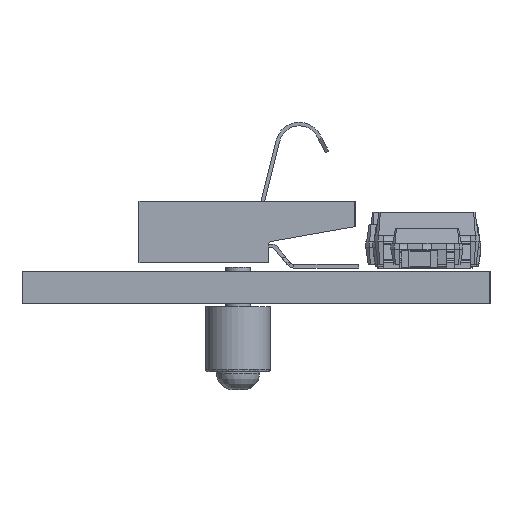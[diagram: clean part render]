
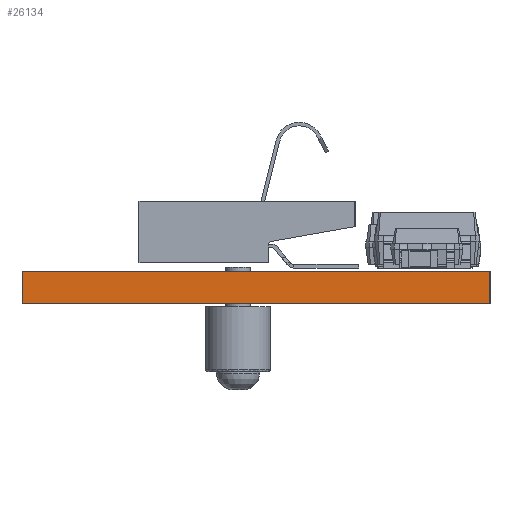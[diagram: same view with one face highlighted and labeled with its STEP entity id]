
A CAD part, left-side view. The second image highlights one B-rep face of the part: STEP entity #26134.
In plain terms, the highlighted planar face has unit normal (-1, 0, 0).
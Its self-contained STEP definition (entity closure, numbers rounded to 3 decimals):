
#24176 = EDGE_CURVE('',#24177,#24179,#24181,.T.);
#24177 = VERTEX_POINT('',#24178);
#24178 = CARTESIAN_POINT('',(57.,-100.,0.));
#24179 = VERTEX_POINT('',#24180);
#24180 = CARTESIAN_POINT('',(57.,-100.,0.91));
#24181 = LINE('',#24182,#24183);
#24182 = CARTESIAN_POINT('',(57.,-100.,0.));
#24183 = VECTOR('',#24184,1.);
#24184 = DIRECTION('',(0.,0.,1.));
#24240 = EDGE_CURVE('',#24241,#24177,#24243,.T.);
#24241 = VERTEX_POINT('',#24242);
#24242 = CARTESIAN_POINT('',(57.,-113.,0.));
#24243 = LINE('',#24244,#24245);
#24244 = CARTESIAN_POINT('',(57.,-113.,0.));
#24245 = VECTOR('',#24246,1.);
#24246 = DIRECTION('',(0.,1.,0.));
#25190 = EDGE_CURVE('',#25191,#24179,#25193,.T.);
#25191 = VERTEX_POINT('',#25192);
#25192 = CARTESIAN_POINT('',(57.,-113.,0.91));
#25193 = LINE('',#25194,#25195);
#25194 = CARTESIAN_POINT('',(57.,-113.,0.91));
#25195 = VECTOR('',#25196,1.);
#25196 = DIRECTION('',(0.,1.,0.));
#26134 = ADVANCED_FACE('',(#26135),#26146,.T.);
#26135 = FACE_BOUND('',#26136,.T.);
#26136 = EDGE_LOOP('',(#26137,#26143,#26144,#26145));
#26137 = ORIENTED_EDGE('',*,*,#26138,.T.);
#26138 = EDGE_CURVE('',#24241,#25191,#26139,.T.);
#26139 = LINE('',#26140,#26141);
#26140 = CARTESIAN_POINT('',(57.,-113.,0.));
#26141 = VECTOR('',#26142,1.);
#26142 = DIRECTION('',(0.,0.,1.));
#26143 = ORIENTED_EDGE('',*,*,#25190,.T.);
#26144 = ORIENTED_EDGE('',*,*,#24176,.F.);
#26145 = ORIENTED_EDGE('',*,*,#24240,.F.);
#26146 = PLANE('',#26147);
#26147 = AXIS2_PLACEMENT_3D('',#26148,#26149,#26150);
#26148 = CARTESIAN_POINT('',(57.,-113.,0.));
#26149 = DIRECTION('',(-1.,0.,0.));
#26150 = DIRECTION('',(0.,1.,0.));
